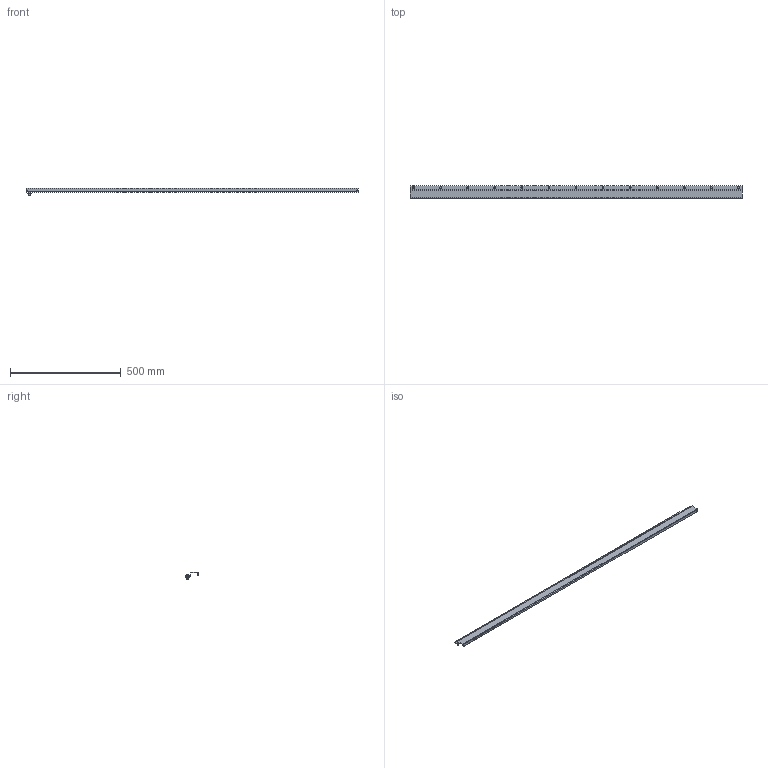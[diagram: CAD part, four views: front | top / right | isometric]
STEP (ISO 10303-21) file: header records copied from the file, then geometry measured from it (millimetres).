
FILE_DESCRIPTION (( 'STEP AP214' ), '1' );
FILE_NAME ('DK60S16.STEP', '2021-09-09T18:36:17', ( '' ), ( '' ), 'SwSTEP 2.0', 'SolidWorks 2021', '' );
FILE_SCHEMA (( 'AUTOMOTIVE_DESIGN' ));
Length unit declared in the file: inch
Products named in the file (1): DK60S16
Bounding box: 1498.6 x 55.58 x 33.58 mm (x, y, z)
Volume: 261266.3 mm3; surface area: 304234.5 mm2
Topology: 5 solids, 5 shells, 74 faces, 180 edges, 117 vertices
Faces by surface type: plane 47, cylinder 26, bspline 1
Full cylindrical faces by diameter (mm): 4.976 x1, 6.35 x1, 6.985 x1, 7.95 x13, 12.255 x1, 15.875 x1
Entity records: 2281 total; most frequent: CARTESIAN_POINT 456, DIRECTION 352, ORIENTED_EDGE 320, EDGE_CURVE 160, AXIS2_PLACEMENT_3D 128, EDGE_LOOP 124, VERTEX_POINT 116, VECTOR 96
